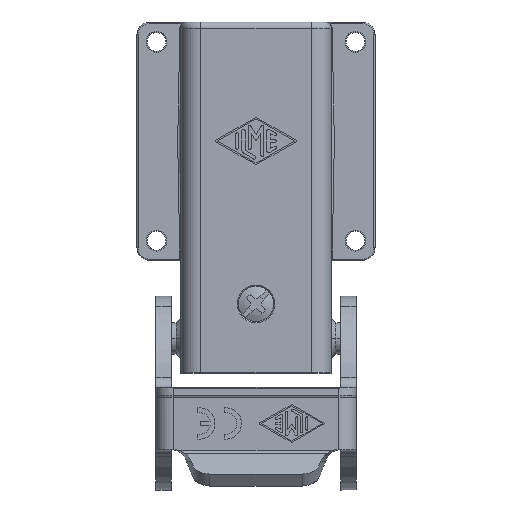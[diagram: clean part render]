
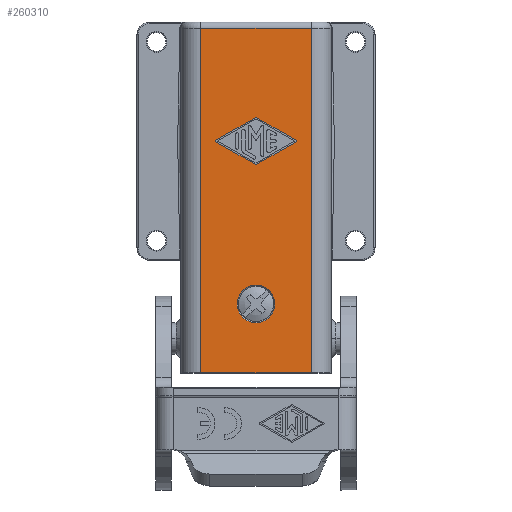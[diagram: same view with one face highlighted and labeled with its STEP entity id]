
A CAD part, top view. The second image highlights one B-rep face of the part: STEP entity #260310.
In plain terms, the highlighted face is planar.
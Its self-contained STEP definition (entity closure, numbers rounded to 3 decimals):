
#258870=CARTESIAN_POINT('',(38.7,9.5,-7.05));
#258880=VERTEX_POINT('',#258870);
#258910=CARTESIAN_POINT('',(35.7,9.5,-7.05));
#258920=DIRECTION('',(0.,0.,-1.));
#258930=DIRECTION('',(-1.,0.,0.));
#258940=AXIS2_PLACEMENT_3D('',#258910,#258920,#258930);
#258950=CIRCLE('',#258940,3.);
#258960=CARTESIAN_POINT('',(32.7,9.5,-7.05));
#258970=VERTEX_POINT('',#258960);
#258980=EDGE_CURVE('',#258970,#258880,#258950,.T.);
#259170=CARTESIAN_POINT('',(-8.3,21.5,-7.05));
#259180=DIRECTION('',(-0.,0.,-1.));
#259190=DIRECTION('',(0.,-1.,0.));
#259200=AXIS2_PLACEMENT_3D('',#259170,#259180,#259190);
#259210=PLANE('',#259200);
#259220=EDGE_CURVE('',#258880,#258970,#258950,.T.);
#259230=ORIENTED_EDGE('',*,*,#259220,.F.);
#259240=ORIENTED_EDGE('',*,*,#258980,.F.);
#259250=EDGE_LOOP('',(#259240,#259230));
#259260=FACE_BOUND('',#259250,.T.);
#259270=CARTESIAN_POINT('',(6.2,9.5,
-7.05));
#259280=DIRECTION('',(0.,0.,-1.));
#259290=DIRECTION('',(0.,-1.,0.));
#259300=AXIS2_PLACEMENT_3D('',#259270,#259280,#259290);
#259310=CIRCLE('',#259300,0.25);
#259320=CARTESIAN_POINT('',(5.983,9.376,
-7.05));
#259330=VERTEX_POINT('',#259320);
#259340=CARTESIAN_POINT('',(5.983,9.624,
-7.05));
#259350=VERTEX_POINT('',#259340);
#259360=EDGE_CURVE('',#259330,#259350,#259310,.T.);
#259370=ORIENTED_EDGE('',*,*,#259360,.F.);
#259380=CARTESIAN_POINT('',(24.717,42.4,-7.05));
#259390=DIRECTION('',(0.496,0.868,
0.));
#259400=VECTOR('',#259390,1.);
#259410=LINE('',#259380,#259400);
#259420=CARTESIAN_POINT('',(9.591,15.937,
-7.05));
#259430=VERTEX_POINT('',#259420);
#259440=EDGE_CURVE('',#259350,#259430,#259410,.T.);
#259450=ORIENTED_EDGE('',*,*,#259440,.F.);
#259460=CARTESIAN_POINT('',(9.7,15.875,
-7.05));
#259470=DIRECTION('',(0.,0.,-1.));
#259480=DIRECTION('',(0.,-1.,0.));
#259490=AXIS2_PLACEMENT_3D('',#259460,#259470,#259480);
#259500=CIRCLE('',#259490,0.125);
#259510=CARTESIAN_POINT('',(9.809,15.937,
-7.05));
#259520=VERTEX_POINT('',#259510);
#259530=EDGE_CURVE('',#259430,#259520,#259500,.T.);
#259540=ORIENTED_EDGE('',*,*,#259530,.F.);
#259550=CARTESIAN_POINT('',(-5.317,42.4,-7.05));
#259560=DIRECTION('',(0.496,-0.868,
0.));
#259570=VECTOR('',#259560,1.);
#259580=LINE('',#259550,#259570);
#259590=CARTESIAN_POINT('',(13.417,9.624,
-7.05));
#259600=VERTEX_POINT('',#259590);
#259610=EDGE_CURVE('',#259520,#259600,#259580,.T.);
#259620=ORIENTED_EDGE('',*,*,#259610,.F.);
#259630=CARTESIAN_POINT('',(13.2,9.5,
-7.05));
#259640=DIRECTION('',(0.,0.,-1.));
#259650=DIRECTION('',(0.,-1.,0.));
#259660=AXIS2_PLACEMENT_3D('',#259630,#259640,#259650);
#259670=CIRCLE('',#259660,0.25);
#259680=CARTESIAN_POINT('',(13.417,9.376,
-7.05));
#259690=VERTEX_POINT('',#259680);
#259700=EDGE_CURVE('',#259600,#259690,#259670,.T.);
#259710=ORIENTED_EDGE('',*,*,#259700,.F.);
#259720=CARTESIAN_POINT('',(32.294,42.4,-7.05));
#259730=DIRECTION('',(-0.496,-0.868,
0.));
#259740=VECTOR('',#259730,1.);
#259750=LINE('',#259720,#259740);
#259760=CARTESIAN_POINT('',(9.809,3.063,
-7.05));
#259770=VERTEX_POINT('',#259760);
#259780=EDGE_CURVE('',#259690,#259770,#259750,.T.);
#259790=ORIENTED_EDGE('',*,*,#259780,.F.);
#259800=CARTESIAN_POINT('',(9.7,3.125,
-7.05));
#259810=DIRECTION('',(0.,0.,-1.));
#259820=DIRECTION('',(0.,-1.,0.));
#259830=AXIS2_PLACEMENT_3D('',#259800,#259810,#259820);
#259840=CIRCLE('',#259830,0.125);
#259850=CARTESIAN_POINT('',(9.591,3.063,
-7.05));
#259860=VERTEX_POINT('',#259850);
#259870=EDGE_CURVE('',#259770,#259860,#259840,.T.);
#259880=ORIENTED_EDGE('',*,*,#259870,.F.);
#259890=CARTESIAN_POINT('',(-12.894,42.4,-7.05));
#259900=DIRECTION('',(-0.496,0.868,
0.));
#259910=VECTOR('',#259900,1.);
#259920=LINE('',#259890,#259910);
#259930=EDGE_CURVE('',#259860,#259330,#259920,.T.);
#259940=ORIENTED_EDGE('',*,*,#259930,.F.);
#259950=EDGE_LOOP('',(#259940,#259880,#259790,#259710,#259620,#259540,
#259450,#259370));
#259960=FACE_BOUND('',#259950,.T.);
#259970=CARTESIAN_POINT('',(-8.3,0.7,
-7.05));
#259980=DIRECTION('',(1.,0.,0.));
#259990=VECTOR('',#259980,1.);
#260000=LINE('',#259970,#259990);
#260010=CARTESIAN_POINT('',(-8.3,0.7,
-7.05));
#260020=VERTEX_POINT('',#260010);
#260030=CARTESIAN_POINT('',(46.7,0.7,-7.05));
#260040=VERTEX_POINT('',#260030);
#260050=EDGE_CURVE('',#260020,#260040,#260000,.T.);
#260060=ORIENTED_EDGE('',*,*,#260050,.F.);
#260070=CARTESIAN_POINT('',(46.7,21.5,-7.05));
#260080=DIRECTION('',(0.,-1.,0.));
#260090=VECTOR('',#260080,1.);
#260100=LINE('',#260070,#260090);
#260110=CARTESIAN_POINT('',(46.7,18.3,-7.05));
#260120=VERTEX_POINT('',#260110);
#260130=EDGE_CURVE('',#260120,#260040,#260100,.T.);
#260140=ORIENTED_EDGE('',*,*,#260130,.T.);
#260150=CARTESIAN_POINT('',(-8.3,18.3,-7.05));
#260160=DIRECTION('',(1.,0.,0.));
#260170=VECTOR('',#260160,1.);
#260180=LINE('',#260150,#260170);
#260190=CARTESIAN_POINT('',(-8.3,18.3,-7.05));
#260200=VERTEX_POINT('',#260190);
#260210=EDGE_CURVE('',#260200,#260120,#260180,.T.);
#260220=ORIENTED_EDGE('',*,*,#260210,.T.);
#260230=CARTESIAN_POINT('',(-8.3,42.4,-7.05));
#260240=DIRECTION('',(0.,1.,0.));
#260250=VECTOR('',#260240,1.);
#260260=LINE('',#260230,#260250);
#260270=EDGE_CURVE('',#260020,#260200,#260260,.T.);
#260280=ORIENTED_EDGE('',*,*,#260270,.T.);
#260290=EDGE_LOOP('',(#260280,#260220,#260140,#260060));
#260300=FACE_OUTER_BOUND('',#260290,.T.);
#260310=ADVANCED_FACE('',(#259260,#259960,#260300),#259210,.T.);
